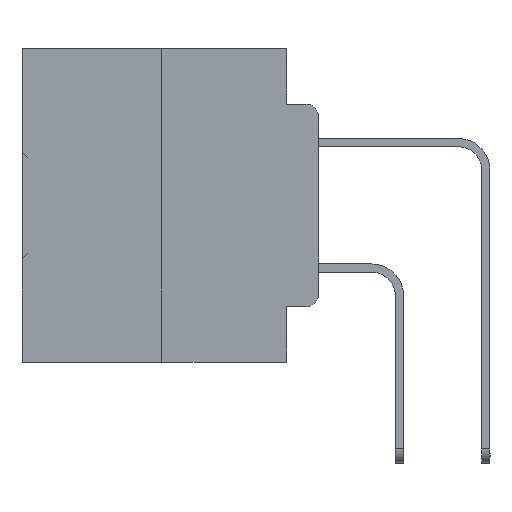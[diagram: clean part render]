
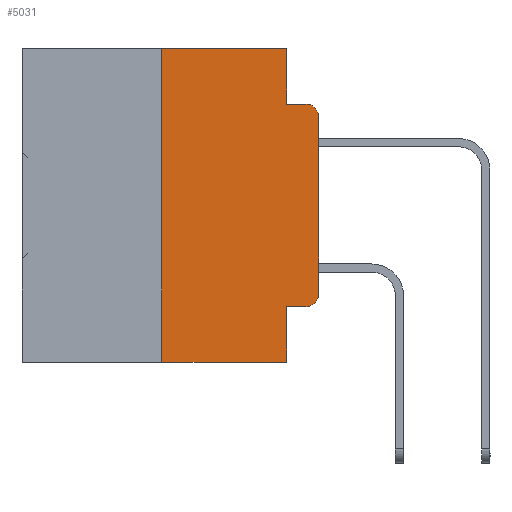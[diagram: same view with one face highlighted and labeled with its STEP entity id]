
A CAD part, left-side view. The second image highlights one B-rep face of the part: STEP entity #5031.
In plain terms, the highlighted planar face has unit normal (-1, 0, 0).
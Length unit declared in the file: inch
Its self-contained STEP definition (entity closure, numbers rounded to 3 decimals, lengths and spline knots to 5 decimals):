
#920 = CARTESIAN_POINT ( 'NONE',  ( 0., 0.02, -0.4115 ) ) ;
#1336 = DIRECTION ( 'NONE',  ( 0., 0., -1. ) ) ;
#2510 = CARTESIAN_POINT ( 'NONE',  ( 0., 0.473, 0. ) ) ;
#2700 = VECTOR ( 'NONE', #1336, 39.37008 ) ;
#3418 = LINE ( 'NONE', #14970, #30768 ) ;
#3533 = AXIS2_PLACEMENT_3D ( 'NONE', #33579, #21536, #7000 ) ;
#3815 = CARTESIAN_POINT ( 'NONE',  ( 0., 0.473, -0.5 ) ) ;
#3887 = CARTESIAN_POINT ( 'NONE',  ( 0., 0.02, -0.1085 ) ) ;
#4126 = CARTESIAN_POINT ( 'NONE',  ( 0., 0.25, 0. ) ) ;
#4713 = CARTESIAN_POINT ( 'NONE',  ( 0., 0.051, 0. ) ) ;
#5025 = EDGE_LOOP ( 'NONE', ( #18491, #9888, #7576, #13425, #6595, #36452, #9387, #35346, #15729, #9371 ) ) ;
#5031 = ADVANCED_FACE ( 'NONE', ( #31030 ), #16883, .F. ) ;
#5880 = LINE ( 'NONE', #17239, #18139 ) ;
#6094 = CARTESIAN_POINT ( 'NONE',  ( 0., 0.051, -0.0885 ) ) ;
#6595 = ORIENTED_EDGE ( 'NONE', *, *, #31180, .F. ) ;
#7000 = DIRECTION ( 'NONE',  ( 0., 0., -1. ) ) ;
#7011 = EDGE_CURVE ( 'NONE', #22919, #23282, #15016, .T. ) ;
#7485 = CARTESIAN_POINT ( 'NONE',  ( 0., 0.25, -0.5 ) ) ;
#7565 = AXIS2_PLACEMENT_3D ( 'NONE', #3887, #24287, #24093 ) ;
#7576 = ORIENTED_EDGE ( 'NONE', *, *, #28539, .F. ) ;
#7817 = EDGE_CURVE ( 'NONE', #24468, #18000, #29701, .T. ) ;
#8093 = CARTESIAN_POINT ( 'NONE',  ( 0., 0.051, 0. ) ) ;
#8170 = VERTEX_POINT ( 'NONE', #4126 ) ;
#8242 = DIRECTION ( 'NONE',  ( 0., 0., 1. ) ) ;
#8460 = EDGE_CURVE ( 'NONE', #23608, #22919, #37150, .T. ) ;
#9371 = ORIENTED_EDGE ( 'NONE', *, *, #7011, .T. ) ;
#9387 = ORIENTED_EDGE ( 'NONE', *, *, #7817, .T. ) ;
#9888 = ORIENTED_EDGE ( 'NONE', *, *, #23417, .T. ) ;
#10855 = VERTEX_POINT ( 'NONE', #32345 ) ;
#11689 = CARTESIAN_POINT ( 'NONE',  ( 0., 0.051, -0.4115 ) ) ;
#12060 = VECTOR ( 'NONE', #22819, 39.37008 ) ;
#13425 = ORIENTED_EDGE ( 'NONE', *, *, #22644, .F. ) ;
#13672 = DIRECTION ( 'NONE',  ( 0., 0., -1. ) ) ;
#14057 = DIRECTION ( 'NONE',  ( 1., 0., 0. ) ) ;
#14593 = EDGE_CURVE ( 'NONE', #24468, #8170, #34453, .T. ) ;
#14970 = CARTESIAN_POINT ( 'NONE',  ( 0., 0.051, 0. ) ) ;
#15016 = CIRCLE ( 'NONE', #3533, 0.02 ) ;
#15373 = DIRECTION ( 'NONE',  ( 0., -1., 0. ) ) ;
#15729 = ORIENTED_EDGE ( 'NONE', *, *, #8460, .T. ) ;
#16466 = CARTESIAN_POINT ( 'NONE',  ( 0., 0., 0. ) ) ;
#16711 = EDGE_CURVE ( 'NONE', #23608, #18000, #3418, .T. ) ;
#16883 = PLANE ( 'NONE',  #22741 ) ;
#17239 = CARTESIAN_POINT ( 'NONE',  ( 0., 0.473, 0. ) ) ;
#18000 = VERTEX_POINT ( 'NONE', #26469 ) ;
#18139 = VECTOR ( 'NONE', #28741, 39.37008 ) ;
#18491 = ORIENTED_EDGE ( 'NONE', *, *, #23829, .T. ) ;
#18543 = VERTEX_POINT ( 'NONE', #8093 ) ;
#21536 = DIRECTION ( 'NONE',  ( -1., 0., 0. ) ) ;
#21537 = CARTESIAN_POINT ( 'NONE',  ( 0., 0.051, -0.0885 ) ) ;
#21564 = LINE ( 'NONE', #4713, #2700 ) ;
#21712 = LINE ( 'NONE', #21537, #29525 ) ;
#22644 = EDGE_CURVE ( 'NONE', #18543, #26384, #21564, .T. ) ;
#22741 = AXIS2_PLACEMENT_3D ( 'NONE', #2510, #14057, #13672 ) ;
#22819 = DIRECTION ( 'NONE',  ( 0., -1., 0. ) ) ;
#22919 = VERTEX_POINT ( 'NONE', #920 ) ;
#23282 = VERTEX_POINT ( 'NONE', #31863 ) ;
#23417 = EDGE_CURVE ( 'NONE', #10855, #36206, #23830, .T. ) ;
#23608 = VERTEX_POINT ( 'NONE', #34590 ) ;
#23829 = EDGE_CURVE ( 'NONE', #23282, #10855, #36255, .T. ) ;
#23830 = CIRCLE ( 'NONE', #7565, 0.02 ) ;
#23854 = VECTOR ( 'NONE', #33427, 39.37008 ) ;
#24093 = DIRECTION ( 'NONE',  ( 0., 0., -1. ) ) ;
#24287 = DIRECTION ( 'NONE',  ( -1., 0., 0. ) ) ;
#24468 = VERTEX_POINT ( 'NONE', #7485 ) ;
#25091 = CARTESIAN_POINT ( 'NONE',  ( 0., 0.02, -0.0885 ) ) ;
#26384 = VERTEX_POINT ( 'NONE', #6094 ) ;
#26462 = DIRECTION ( 'NONE',  ( 0., 0., -1. ) ) ;
#26469 = CARTESIAN_POINT ( 'NONE',  ( 0., 0.051, -0.5 ) ) ;
#27131 = VECTOR ( 'NONE', #15373, 39.37008 ) ;
#28539 = EDGE_CURVE ( 'NONE', #26384, #36206, #21712, .T. ) ;
#28741 = DIRECTION ( 'NONE',  ( 0., -1., 0. ) ) ;
#29525 = VECTOR ( 'NONE', #33209, 39.37008 ) ;
#29701 = LINE ( 'NONE', #3815, #27131 ) ;
#30454 = VECTOR ( 'NONE', #8242, 39.37008 ) ;
#30768 = VECTOR ( 'NONE', #26462, 39.37008 ) ;
#31030 = FACE_OUTER_BOUND ( 'NONE', #5025, .T. ) ;
#31180 = EDGE_CURVE ( 'NONE', #8170, #18543, #5880, .T. ) ;
#31456 = CARTESIAN_POINT ( 'NONE',  ( 0., 0.25, 0. ) ) ;
#31863 = CARTESIAN_POINT ( 'NONE',  ( 0., 0., -0.3915 ) ) ;
#32345 = CARTESIAN_POINT ( 'NONE',  ( 0., 0., -0.1085 ) ) ;
#33209 = DIRECTION ( 'NONE',  ( 0., -1., 0. ) ) ;
#33427 = DIRECTION ( 'NONE',  ( 0., 0., 1. ) ) ;
#33579 = CARTESIAN_POINT ( 'NONE',  ( 0., 0.02, -0.3915 ) ) ;
#34453 = LINE ( 'NONE', #31456, #30454 ) ;
#34590 = CARTESIAN_POINT ( 'NONE',  ( 0., 0.051, -0.4115 ) ) ;
#35346 = ORIENTED_EDGE ( 'NONE', *, *, #16711, .F. ) ;
#36206 = VERTEX_POINT ( 'NONE', #25091 ) ;
#36255 = LINE ( 'NONE', #16466, #23854 ) ;
#36452 = ORIENTED_EDGE ( 'NONE', *, *, #14593, .F. ) ;
#37150 = LINE ( 'NONE', #11689, #12060 ) ;
